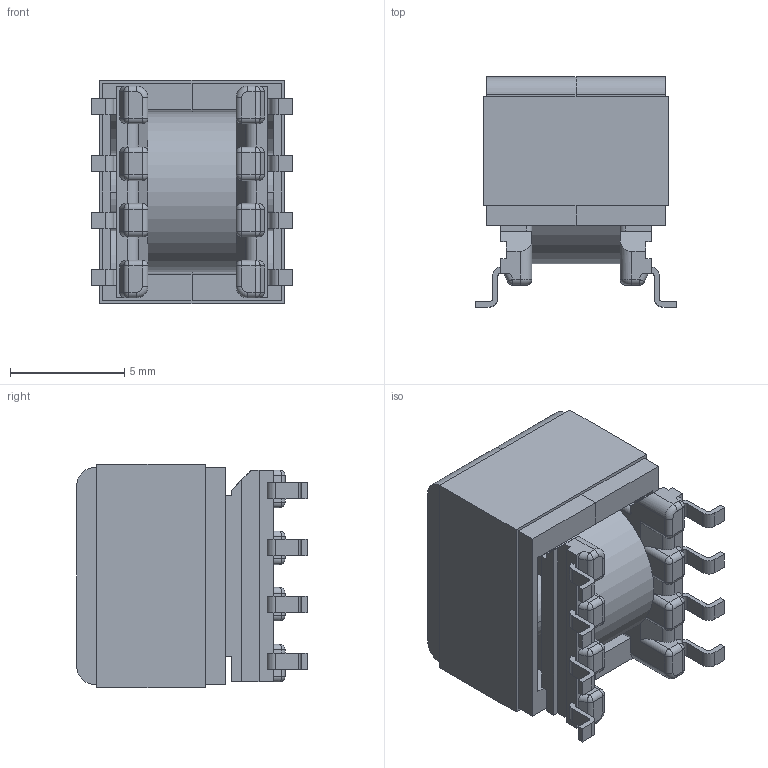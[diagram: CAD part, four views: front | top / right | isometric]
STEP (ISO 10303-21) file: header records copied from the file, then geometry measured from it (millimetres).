
FILE_DESCRIPTION (( 'STEP AP214' ), '1' );
FILE_NAME ('EP7_4436.STEP', '2019-01-31T19:37:34', ( '' ), ( '' ), 'SwSTEP 2.0', 'SolidWorks 2017', '' );
FILE_SCHEMA (( 'AUTOMOTIVE_DESIGN' ));
Length unit declared in the file: millimetre
Products named in the file (5): 440-9986-2365; 150-2365_6A; 070-4436_coil; 070-4436_6G; EP7_4436
Assembly tree (5 placements, depth 2):
  EP7_4436
    070-4436_6G
    070-4436_coil
    150-2365_6A  x2
    440-9986-2365
Bounding box: 8.8 x 10.09 x 9.78 mm (x, y, z)
Volume: 517.7 mm3; surface area: 1529.9 mm2
Topology: 5 solids, 5 shells, 314 faces, 816 edges, 488 vertices
Faces by surface type: plane 154, cylinder 126, sphere 28, torus 6
Entity records: 10190 total; most frequent: CARTESIAN_POINT 1613, DIRECTION 1554, ORIENTED_EDGE 1504, EDGE_CURVE 752, AXIS2_PLACEMENT_3D 525, LINE 504, VECTOR 504, VERTEX_POINT 464
